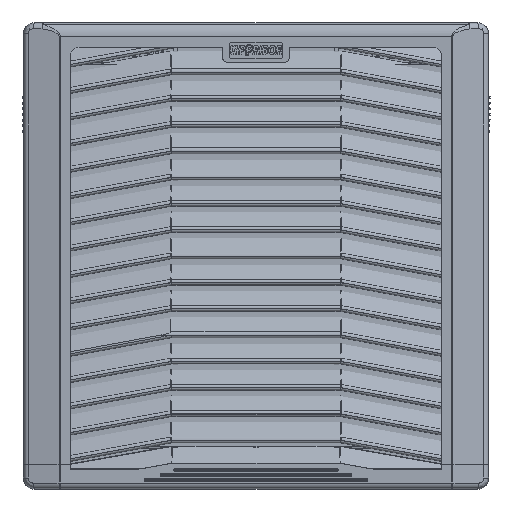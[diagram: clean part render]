
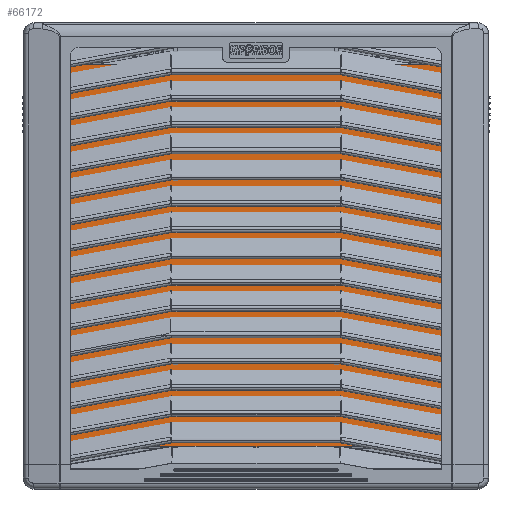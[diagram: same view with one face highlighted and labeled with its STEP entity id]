
A CAD part, top view. The second image highlights one B-rep face of the part: STEP entity #66172.
In plain terms, the highlighted face is planar.
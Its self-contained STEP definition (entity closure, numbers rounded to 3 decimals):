
#3611=PLANE('',#71634);
#7927=FACE_OUTER_BOUND('',#11847,.T.);
#11847=EDGE_LOOP('',(#61822,#61823,#61824,#61825));
#18940=LINE('',#121306,#25288);
#18944=LINE('',#121314,#25292);
#18947=LINE('',#121320,#25295);
#18950=LINE('',#121325,#25298);
#25288=VECTOR('',#88678,10.);
#25292=VECTOR('',#88684,10.);
#25295=VECTOR('',#88689,10.);
#25298=VECTOR('',#88694,10.);
#32893=VERTEX_POINT('',#121304);
#32894=VERTEX_POINT('',#121305);
#32897=VERTEX_POINT('',#121313);
#32899=VERTEX_POINT('',#121319);
#42532=EDGE_CURVE('',#32893,#32894,#18940,.T.);
#42536=EDGE_CURVE('',#32894,#32897,#18944,.T.);
#42539=EDGE_CURVE('',#32897,#32899,#18947,.T.);
#42542=EDGE_CURVE('',#32899,#32893,#18950,.T.);
#61822=ORIENTED_EDGE('',*,*,#42542,.T.);
#61823=ORIENTED_EDGE('',*,*,#42532,.T.);
#61824=ORIENTED_EDGE('',*,*,#42536,.T.);
#61825=ORIENTED_EDGE('',*,*,#42539,.T.);
#66172=ADVANCED_FACE('',(#7927),#3611,.F.);
#71634=AXIS2_PLACEMENT_3D('',#121327,#88696,#88697);
#88678=DIRECTION('',(0.,-1.,0.));
#88684=DIRECTION('',(-1.,0.,0.));
#88689=DIRECTION('',(0.,1.,0.));
#88694=DIRECTION('',(1.,0.,0.));
#88696=DIRECTION('center_axis',(0.,0.,1.));
#88697=DIRECTION('ref_axis',(1.,0.,0.));
#121304=CARTESIAN_POINT('',(84.,84.,0.));
#121305=CARTESIAN_POINT('',(84.,-84.,0.));
#121306=CARTESIAN_POINT('',(84.,84.,0.));
#121313=CARTESIAN_POINT('',(-84.,-84.,0.));
#121314=CARTESIAN_POINT('',(84.,-84.,0.));
#121319=CARTESIAN_POINT('',(-84.,84.,0.));
#121320=CARTESIAN_POINT('',(-84.,-84.,0.));
#121325=CARTESIAN_POINT('',(-84.,84.,0.));
#121327=CARTESIAN_POINT('Origin',(0.,0.,
0.));
